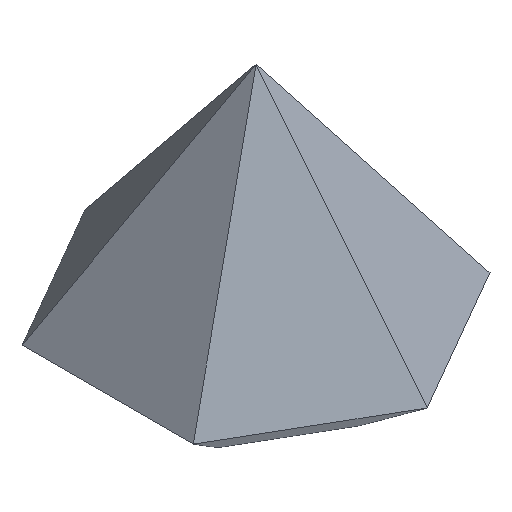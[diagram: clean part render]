
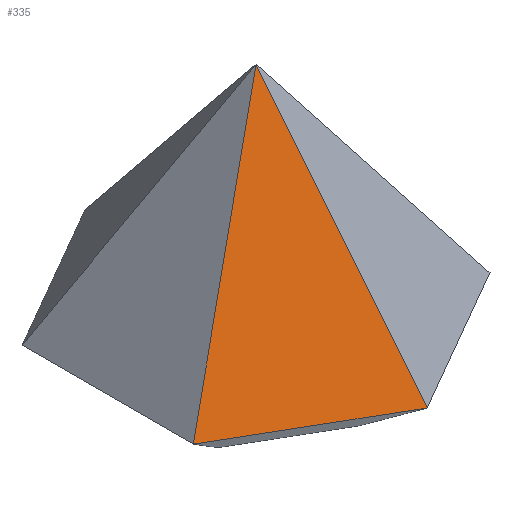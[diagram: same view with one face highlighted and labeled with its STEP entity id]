
A CAD part, isometric view. The second image highlights one B-rep face of the part: STEP entity #335.
In plain terms, the highlighted free-form (B-spline) face has degree [1, 1] with [2, 2] control points.
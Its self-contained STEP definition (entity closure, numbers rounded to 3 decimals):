
#335 = ADVANCED_FACE('',(#336),#359,.T.);
#336 = FACE_BOUND('',#337,.T.);
#337 = EDGE_LOOP('',(#338,#347,#354));
#338 = ORIENTED_EDGE('',*,*,#339,.T.);
#339 = EDGE_CURVE('',#340,#342,#344,.T.);
#340 = VERTEX_POINT('',#341);
#341 = CARTESIAN_POINT('',(-36.364,-20.995,
    0.));
#342 = VERTEX_POINT('',#343);
#343 = CARTESIAN_POINT('',(0.,-41.989,0.));
#344 = B_SPLINE_CURVE_WITH_KNOTS('',1,(#345,#346),.UNSPECIFIED.,.F.,.F.,
  (2,2),(0.,34.641),.PIECEWISE_BEZIER_KNOTS.);
#345 = CARTESIAN_POINT('',(-36.364,-20.995,0.));
#346 = CARTESIAN_POINT('',(0.,-41.989,0.));
#347 = ORIENTED_EDGE('',*,*,#348,.T.);
#348 = EDGE_CURVE('',#342,#349,#351,.T.);
#349 = VERTEX_POINT('',#350);
#350 = CARTESIAN_POINT('',(0.,0.,51.933));
#351 = B_SPLINE_CURVE_WITH_KNOTS('',1,(#352,#353),.UNSPECIFIED.,.F.,.F.,
  (2,2),(0.,55.097),.PIECEWISE_BEZIER_KNOTS.);
#352 = CARTESIAN_POINT('',(0.,-41.989,0.));
#353 = CARTESIAN_POINT('',(0.,0.,51.933));
#354 = ORIENTED_EDGE('',*,*,#355,.T.);
#355 = EDGE_CURVE('',#349,#340,#356,.T.);
#356 = B_SPLINE_CURVE_WITH_KNOTS('',1,(#357,#358),.UNSPECIFIED.,.F.,.F.,
  (2,2),(0.,55.097),.PIECEWISE_BEZIER_KNOTS.);
#357 = CARTESIAN_POINT('',(0.,0.,51.933));
#358 = CARTESIAN_POINT('',(-36.364,-20.995,
    0.));
#359 = B_SPLINE_SURFACE_WITH_KNOTS('',1,1,(
    (#360,#361)
    ,(#362,#363)),.UNSPECIFIED.,.F.,.F.,.F.,(2,2),(2,2),(0.,1.),(0.,1.),
  .PIECEWISE_BEZIER_KNOTS.);
#360 = CARTESIAN_POINT('',(-36.582,13.023,
    41.918));
#361 = CARTESIAN_POINT('',(0.,0.252,52.244));
#362 = CARTESIAN_POINT('',(-36.582,-29.47,
    -10.638));
#363 = CARTESIAN_POINT('',(0.,-42.241,-0.312));
